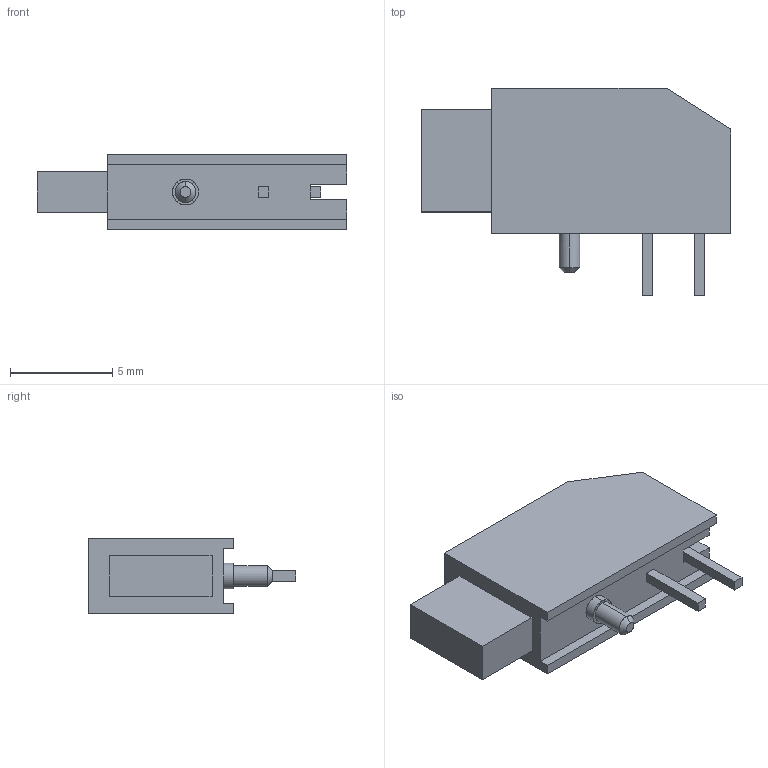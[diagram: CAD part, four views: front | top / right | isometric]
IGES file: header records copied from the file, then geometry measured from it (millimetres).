
Start section: SolidWorks IGES file using analytic representation for surfaces
Global section: file name: WP113WH-1.IGS; native system: SolidWorks 2012; preprocessor: SolidWorks 2012; author: FrankH; date: 160418.133223; units: millimetre
Bounding box: 15.11 x 10.15 x 3.68 mm (x, y, z)
Surface area: 393 mm2 (no closed solid volume)
Topology: 0 solids, 0 shells, 39 faces, 246 edges, 246 vertices
Faces by surface type: bspline 33, revolution 6
